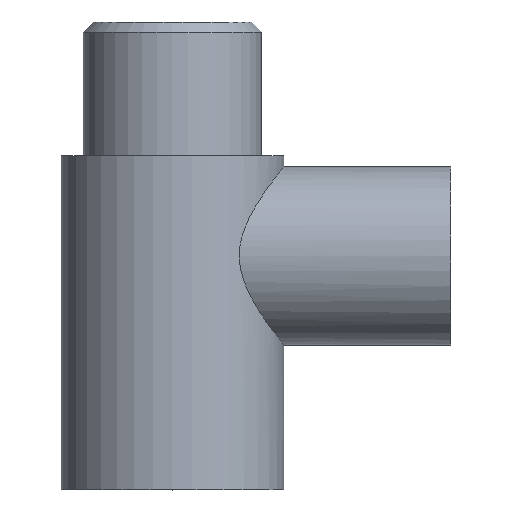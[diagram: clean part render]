
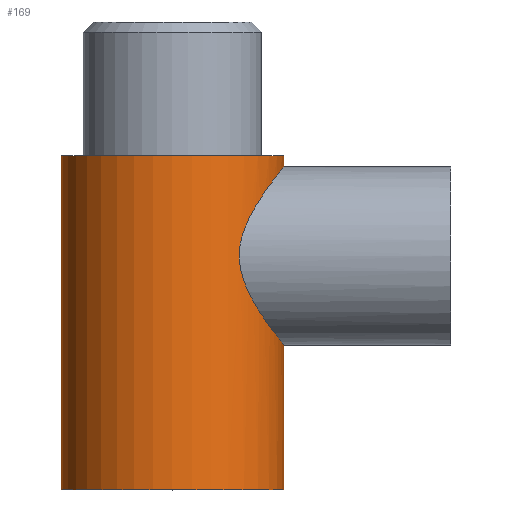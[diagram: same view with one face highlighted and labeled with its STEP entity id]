
A CAD part, top view. The second image highlights one B-rep face of the part: STEP entity #169.
In plain terms, the highlighted cylindrical face has radius 10 mm (diameter 20 mm), a partial arc.
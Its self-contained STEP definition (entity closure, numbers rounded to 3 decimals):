
#86=CARTESIAN_POINT('',(0.0,-6.,0.0));
#87=DIRECTION('',(0.0,1.0,0.0));
#88=DIRECTION('',(-1.0,0.0,0.0));
#89=AXIS2_PLACEMENT_3D('',#86,#87,#88);
#90=CYLINDRICAL_SURFACE('',#89,10.0);
#91=CARTESIAN_POINT('',(-10.0,-21.0,0.0));
#92=VERTEX_POINT('',#91);
#93=CARTESIAN_POINT('',(-10.0,9.,0.0));
#94=VERTEX_POINT('',#93);
#95=CARTESIAN_POINT('',(-10.0,-21.0,0.0));
#96=DIRECTION('',(0.0,1.0,0.0));
#97=VECTOR('',#96,30.);
#98=LINE('',#95,#97);
#99=EDGE_CURVE('',#92,#94,#98,.T.);
#100=ORIENTED_EDGE('',*,*,#99,.F.);
#101=CARTESIAN_POINT('',(10.0,-21.0,0.));
#102=VERTEX_POINT('',#101);
#103=CARTESIAN_POINT('',(0.0,-21.0,0.0));
#104=DIRECTION('',(0.0,1.0,0.0));
#105=DIRECTION('',(-1.0,0.0,0.0));
#106=AXIS2_PLACEMENT_3D('',#103,#104,#105);
#107=CIRCLE('',#106,10.0);
#108=EDGE_CURVE('',#92,#102,#107,.T.);
#109=ORIENTED_EDGE('',*,*,#108,.T.);
#110=CARTESIAN_POINT('',(10.0,-8.0,0.));
#111=VERTEX_POINT('',#110);
#112=CARTESIAN_POINT('',(10.0,-8.0,0.));
#113=DIRECTION('',(0.0,-1.0,0.0));
#114=VECTOR('',#113,13.0);
#115=LINE('',#112,#114);
#116=EDGE_CURVE('',#111,#102,#115,.T.);
#117=ORIENTED_EDGE('',*,*,#116,.F.);
#118=CARTESIAN_POINT('',(6.,0.0,8.0));
#119=VERTEX_POINT('',#118);
#120=CARTESIAN_POINT('',(10.0,-8.0,0.));
#121=CARTESIAN_POINT('',(10.0,-8.0,1.06));
#122=CARTESIAN_POINT('',(9.819,-7.777,2.156));
#123=CARTESIAN_POINT('',(9.172,-6.942,4.117));
#124=CARTESIAN_POINT('',(8.709,-6.331,4.983));
#125=CARTESIAN_POINT('',(7.769,-4.961,6.353));
#126=CARTESIAN_POINT('',(7.214,-4.096,6.951));
#127=CARTESIAN_POINT('',(6.544,-2.648,7.567));
#128=CARTESIAN_POINT('',(6.35,-2.14,7.727));
#129=CARTESIAN_POINT('',(6.077,-1.089,7.944));
#130=CARTESIAN_POINT('',(6.,-0.547,8.0));
#131=CARTESIAN_POINT('',(6.,0.0,8.0));
#132=B_SPLINE_CURVE_WITH_KNOTS('',3,(#120,#121,#122,#123,#124,#125,#126,#127,#128,#129,#130,#131),.UNSPECIFIED.,.F.,.U.,(4,2,2,2,2,4),(3.876,4.194,4.512,4.84,5.004,5.168),.UNSPECIFIED.);
#133=EDGE_CURVE('',#111,#119,#132,.T.);
#134=ORIENTED_EDGE('',*,*,#133,.T.);
#135=CARTESIAN_POINT('',(10.0,8.0,0.));
#136=VERTEX_POINT('',#135);
#137=CARTESIAN_POINT('',(6.,0.0,8.0));
#138=CARTESIAN_POINT('',(6.,0.547,8.0));
#139=CARTESIAN_POINT('',(6.077,1.089,7.944));
#140=CARTESIAN_POINT('',(6.35,2.14,7.727));
#141=CARTESIAN_POINT('',(6.544,2.648,7.567));
#142=CARTESIAN_POINT('',(7.214,4.096,6.951));
#143=CARTESIAN_POINT('',(7.769,4.961,6.353));
#144=CARTESIAN_POINT('',(8.709,6.331,4.983));
#145=CARTESIAN_POINT('',(9.172,6.942,4.117));
#146=CARTESIAN_POINT('',(9.819,7.777,2.156));
#147=CARTESIAN_POINT('',(10.0,8.0,1.06));
#148=CARTESIAN_POINT('',(10.0,8.0,0.));
#149=B_SPLINE_CURVE_WITH_KNOTS('',3,(#137,#138,#139,#140,#141,#142,#143,#144,#145,#146,#147,#148),.UNSPECIFIED.,.F.,.U.,(4,2,2,2,2,4),(0.0,0.164,0.328,0.656,0.974,1.292),.UNSPECIFIED.);
#150=EDGE_CURVE('',#119,#136,#149,.T.);
#151=ORIENTED_EDGE('',*,*,#150,.T.);
#152=CARTESIAN_POINT('',(10.0,9.,0.));
#153=VERTEX_POINT('',#152);
#154=CARTESIAN_POINT('',(10.0,9.,0.));
#155=DIRECTION('',(0.0,-1.0,0.0));
#156=VECTOR('',#155,1.);
#157=LINE('',#154,#156);
#158=EDGE_CURVE('',#153,#136,#157,.T.);
#159=ORIENTED_EDGE('',*,*,#158,.F.);
#160=CARTESIAN_POINT('',(0.0,9.,0.0));
#161=DIRECTION('',(0.0,1.0,0.0));
#162=DIRECTION('',(-1.0,0.0,0.0));
#163=AXIS2_PLACEMENT_3D('',#160,#161,#162);
#164=CIRCLE('',#163,10.0);
#165=EDGE_CURVE('',#94,#153,#164,.T.);
#166=ORIENTED_EDGE('',*,*,#165,.F.);
#167=EDGE_LOOP('',(#100,#109,#117,#134,#151,#159,#166));
#168=FACE_OUTER_BOUND('',#167,.T.);
#169=ADVANCED_FACE('',(#168),#90,.T.);
